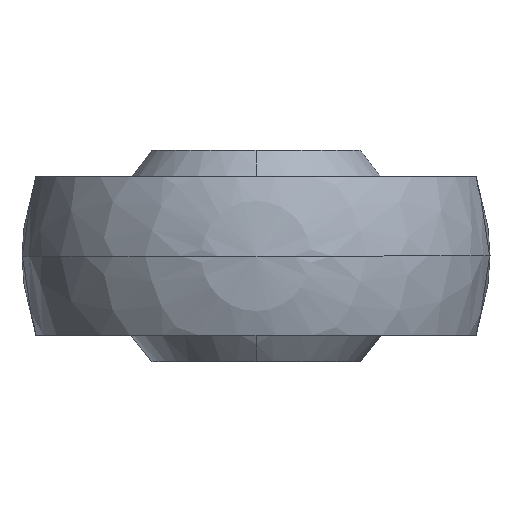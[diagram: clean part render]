
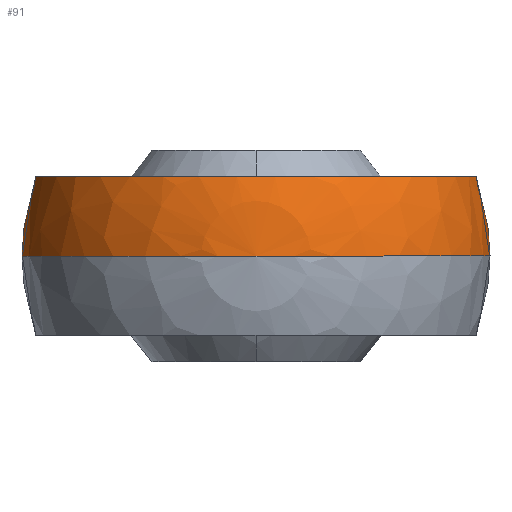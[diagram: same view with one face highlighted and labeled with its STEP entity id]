
A CAD part, left-side view. The second image highlights one B-rep face of the part: STEP entity #91.
In plain terms, the highlighted spherical face has radius 10 mm.
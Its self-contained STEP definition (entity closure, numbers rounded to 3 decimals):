
#91=ADVANCED_FACE('',(#211),#212,.T.);
#211=FACE_OUTER_BOUND('',#367,.T.);
#212=SPHERICAL_SURFACE('',#368,10.);
#367=EDGE_LOOP('',(#570,#571,#572,#573,#574));
#368=AXIS2_PLACEMENT_3D('',#575,#576,#577);
#570=ORIENTED_EDGE('',*,*,#914,.F.);
#571=ORIENTED_EDGE('',*,*,#915,.F.);
#572=ORIENTED_EDGE('',*,*,#916,.F.);
#573=ORIENTED_EDGE('',*,*,#917,.F.);
#574=ORIENTED_EDGE('',*,*,#911,.F.);
#575=CARTESIAN_POINT('',(0.,0.,0.0));
#576=DIRECTION('',(1.0,-0.0,-0.0));
#577=DIRECTION('',(0.0,1.0,0.0));
#911=EDGE_CURVE('',#1092,#1094,#1095,.T.);
#914=EDGE_CURVE('',#1098,#1092,#1099,.T.);
#915=EDGE_CURVE('',#1100,#1098,#1101,.T.);
#916=EDGE_CURVE('',#1102,#1100,#1103,.T.);
#917=EDGE_CURVE('',#1094,#1102,#1104,.F.);
#1092=VERTEX_POINT('',#1411);
#1094=VERTEX_POINT('',#1413);
#1095=CIRCLE('',#1414,8.461);
#1098=VERTEX_POINT('',#1448);
#1099=CIRCLE('',#1449,10.);
#1100=VERTEX_POINT('',#1450);
#1101=CIRCLE('',#1451,10.);
#1102=VERTEX_POINT('',#1452);
#1103=CIRCLE('',#1453,8.461);
#1104=CIRCLE('',#1454,9.413);
#1411=CARTESIAN_POINT('',(5.33,8.461,0.));
#1413=CARTESIAN_POINT('',(5.33,7.759,3.375));
#1414=AXIS2_PLACEMENT_3D('',#1723,#1724,#1725);
#1448=CARTESIAN_POINT('',(-10.0,0.,0.0));
#1449=AXIS2_PLACEMENT_3D('',#1726,#1727,#1728);
#1450=CARTESIAN_POINT('',(5.33,-8.461,0.));
#1451=AXIS2_PLACEMENT_3D('',#1729,#1730,#1731);
#1452=CARTESIAN_POINT('',(5.33,-7.759,3.375));
#1453=AXIS2_PLACEMENT_3D('',#1732,#1733,#1734);
#1454=AXIS2_PLACEMENT_3D('',#1735,#1736,#1737);
#1723=CARTESIAN_POINT('',(5.33,0.0,0.0));
#1724=DIRECTION('',(1.0,0.0,-0.0));
#1725=DIRECTION('',(-0.0,0.0,-1.0));
#1726=CARTESIAN_POINT('',(0.,0.,0.0));
#1727=DIRECTION('',(-0.0,0.,-1.0));
#1728=DIRECTION('',(0.0,-1.0,0.));
#1729=CARTESIAN_POINT('',(0.,0.,0.0));
#1730=DIRECTION('',(-0.0,0.,-1.0));
#1731=DIRECTION('',(0.0,-1.0,0.));
#1732=CARTESIAN_POINT('',(5.33,0.0,0.0));
#1733=DIRECTION('',(1.0,0.0,-0.0));
#1734=DIRECTION('',(-0.0,0.0,-1.0));
#1735=CARTESIAN_POINT('',(0.,0.,3.375));
#1736=DIRECTION('',(0.0,0.0,-1.0));
#1737=DIRECTION('',(-1.0,0.0,0.0));
